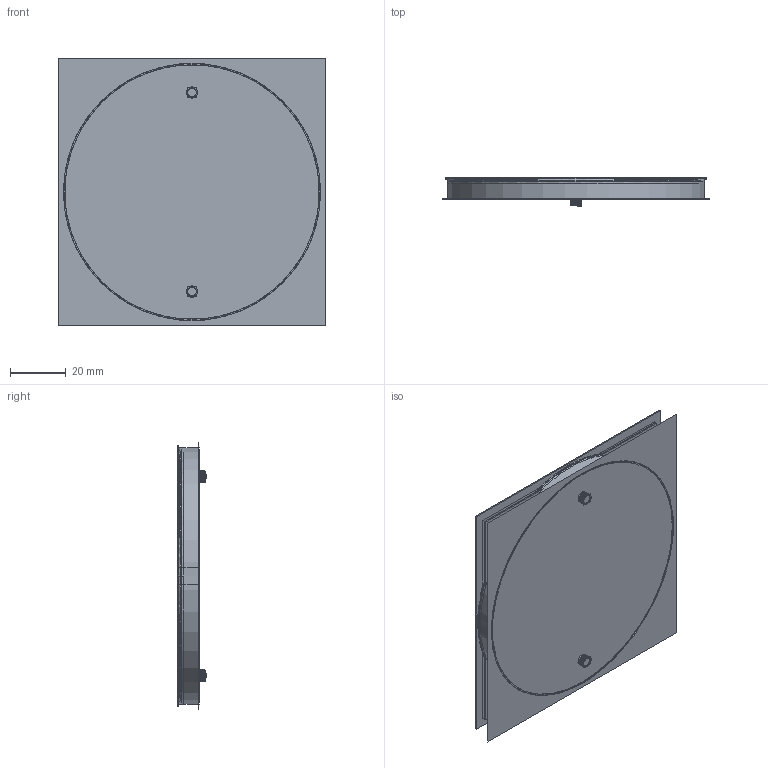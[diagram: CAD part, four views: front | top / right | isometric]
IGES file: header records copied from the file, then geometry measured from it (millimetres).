
Start section:  PTC IGES file: 230_asm.igs
Global section: file name: 230_asm.igs; native system: Creo Parametric by PTC Inc.; preprocessor: 2018400; author: rsmith; organization: Unknown; date: 20211025.092231; units: inch
Bounding box: 95.63 x 10.24 x 95.65 mm (x, y, z)
Surface area: 87898.5 mm2 (no closed solid volume)
Topology: 0 solids, 0 shells, 338 faces, 3966 edges, 4628 vertices
Faces by surface type: revolution 224, bspline 114
